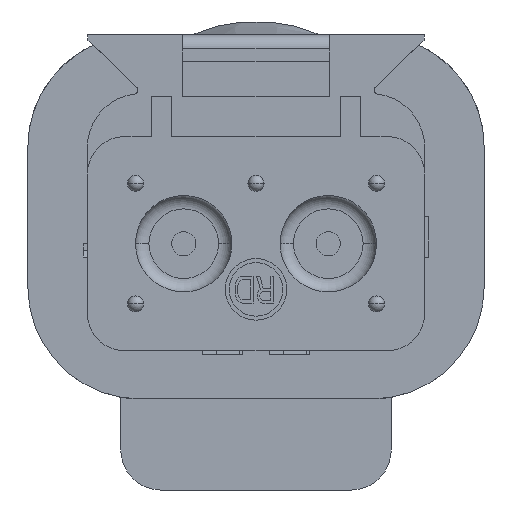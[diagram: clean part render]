
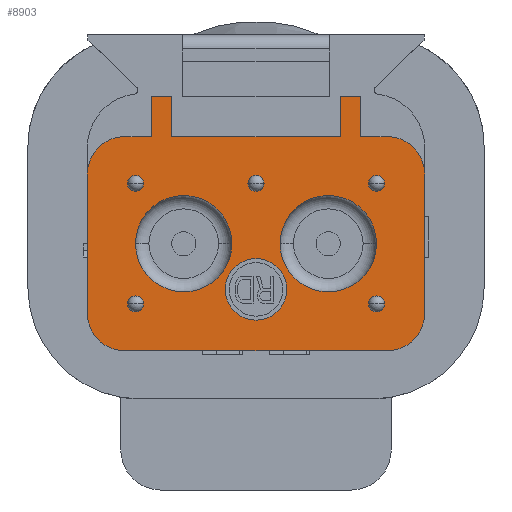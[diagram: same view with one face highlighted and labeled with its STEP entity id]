
A CAD part, front view. The second image highlights one B-rep face of the part: STEP entity #8903.
In plain terms, the highlighted planar face has unit normal (0, -1, 0).
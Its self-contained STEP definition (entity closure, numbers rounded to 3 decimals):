
#610=CARTESIAN_POINT('',(0.,-22.28,-2.707));
#611=DIRECTION('',(0.,-1.,0.));
#612=DIRECTION('',(-1.,0.,0.));
#613=AXIS2_PLACEMENT_3D('',#610,#611,#612);
#615=CARTESIAN_POINT('',(0.,-22.28,-2.707));
#616=DIRECTION('',(0.,-1.,0.));
#617=DIRECTION('',(1.,0.,0.));
#618=AXIS2_PLACEMENT_3D('',#615,#616,#617);
#620=CARTESIAN_POINT('',(-2.7,-22.28,-1.));
#621=DIRECTION('',(0.,1.,0.));
#622=DIRECTION('',(-1.,0.,0.));
#623=AXIS2_PLACEMENT_3D('',#620,#621,#622);
#625=CARTESIAN_POINT('',(-2.7,-22.28,-1.));
#626=DIRECTION('',(0.,1.,0.));
#627=DIRECTION('',(1.,0.,0.));
#628=AXIS2_PLACEMENT_3D('',#625,#626,#627);
#630=CARTESIAN_POINT('',(2.7,-22.28,-1.));
#631=DIRECTION('',(0.,1.,0.));
#632=DIRECTION('',(-1.,0.,0.));
#633=AXIS2_PLACEMENT_3D('',#630,#631,#632);
#635=CARTESIAN_POINT('',(2.7,-22.28,-1.));
#636=DIRECTION('',(0.,1.,0.));
#637=DIRECTION('',(1.,0.,0.));
#638=AXIS2_PLACEMENT_3D('',#635,#636,#637);
#640=CARTESIAN_POINT('',(-4.5,-22.28,-3.25));
#641=DIRECTION('',(0.,-1.,0.));
#642=DIRECTION('',(-1.,0.,0.));
#643=AXIS2_PLACEMENT_3D('',#640,#641,#642);
#645=CARTESIAN_POINT('',(-4.5,-22.28,-3.25));
#646=DIRECTION('',(0.,-1.,0.));
#647=DIRECTION('',(1.,0.,0.));
#648=AXIS2_PLACEMENT_3D('',#645,#646,#647);
#650=CARTESIAN_POINT('',(-4.5,-22.28,1.25));
#651=DIRECTION('',(0.,-1.,0.));
#652=DIRECTION('',(-1.,0.,0.));
#653=AXIS2_PLACEMENT_3D('',#650,#651,#652);
#655=CARTESIAN_POINT('',(-4.5,-22.28,1.25));
#656=DIRECTION('',(0.,-1.,0.));
#657=DIRECTION('',(1.,0.,0.));
#658=AXIS2_PLACEMENT_3D('',#655,#656,#657);
#660=CARTESIAN_POINT('',(0.,-22.28,1.25));
#661=DIRECTION('',(0.,-1.,0.));
#662=DIRECTION('',(-1.,0.,0.));
#663=AXIS2_PLACEMENT_3D('',#660,#661,#662);
#665=CARTESIAN_POINT('',(0.,-22.28,1.25));
#666=DIRECTION('',(0.,-1.,0.));
#667=DIRECTION('',(1.,0.,0.));
#668=AXIS2_PLACEMENT_3D('',#665,#666,#667);
#670=CARTESIAN_POINT('',(4.5,-22.28,-3.25));
#671=DIRECTION('',(0.,-1.,0.));
#672=DIRECTION('',(-1.,0.,0.));
#673=AXIS2_PLACEMENT_3D('',#670,#671,#672);
#675=CARTESIAN_POINT('',(4.5,-22.28,-3.25));
#676=DIRECTION('',(0.,-1.,0.));
#677=DIRECTION('',(1.,0.,0.));
#678=AXIS2_PLACEMENT_3D('',#675,#676,#677);
#680=CARTESIAN_POINT('',(4.5,-22.28,1.25));
#681=DIRECTION('',(0.,-1.,0.));
#682=DIRECTION('',(-1.,0.,0.));
#683=AXIS2_PLACEMENT_3D('',#680,#681,#682);
#685=CARTESIAN_POINT('',(4.5,-22.28,1.25));
#686=DIRECTION('',(0.,-1.,0.));
#687=DIRECTION('',(1.,0.,0.));
#688=AXIS2_PLACEMENT_3D('',#685,#686,#687);
#908=DIRECTION('',(-1.,0.,0.));
#909=VECTOR('',#908,1.);
#910=CARTESIAN_POINT('',(-3.9,-22.28,3.));
#911=LINE('',#910,#909);
#912=DIRECTION('',(0.,0.,-1.));
#913=VECTOR('',#912,1.5);
#914=CARTESIAN_POINT('',(-3.9,-22.28,4.5));
#915=LINE('',#914,#913);
#916=DIRECTION('',(-1.,0.,0.));
#917=VECTOR('',#916,0.75);
#918=CARTESIAN_POINT('',(-3.15,-22.28,4.5));
#919=LINE('',#918,#917);
#920=DIRECTION('',(0.,0.,1.));
#921=VECTOR('',#920,1.5);
#922=CARTESIAN_POINT('',(-3.15,-22.28,3.));
#923=LINE('',#922,#921);
#924=DIRECTION('',(-1.,0.,0.));
#925=VECTOR('',#924,6.3);
#926=CARTESIAN_POINT('',(3.15,-22.28,3.));
#927=LINE('',#926,#925);
#928=DIRECTION('',(0.,0.,-1.));
#929=VECTOR('',#928,1.5);
#930=CARTESIAN_POINT('',(3.15,-22.28,4.5));
#931=LINE('',#930,#929);
#932=DIRECTION('',(-1.,0.,0.));
#933=VECTOR('',#932,0.75);
#934=CARTESIAN_POINT('',(3.9,-22.28,4.5));
#935=LINE('',#934,#933);
#936=DIRECTION('',(0.,0.,1.));
#937=VECTOR('',#936,1.5);
#938=CARTESIAN_POINT('',(3.9,-22.28,3.));
#939=LINE('',#938,#937);
#940=DIRECTION('',(-1.,0.,0.));
#941=VECTOR('',#940,1.);
#942=CARTESIAN_POINT('',(4.9,-22.28,3.));
#943=LINE('',#942,#941);
#944=CARTESIAN_POINT('',(4.9,-22.28,1.6));
#945=DIRECTION('',(0.,-1.,0.));
#946=DIRECTION('',(1.,0.,0.));
#947=AXIS2_PLACEMENT_3D('',#944,#945,#946);
#949=DIRECTION('',(0.,0.,1.));
#950=VECTOR('',#949,5.2);
#951=CARTESIAN_POINT('',(6.3,-22.28,-3.6));
#952=LINE('',#951,#950);
#953=CARTESIAN_POINT('',(4.9,-22.28,-3.6));
#954=DIRECTION('',(0.,-1.,0.));
#955=DIRECTION('',(0.,0.,-1.));
#956=AXIS2_PLACEMENT_3D('',#953,#954,#955);
#958=DIRECTION('',(1.,0.,0.));
#959=VECTOR('',#958,9.8);
#960=CARTESIAN_POINT('',(-4.9,-22.28,-5.));
#961=LINE('',#960,#959);
#962=CARTESIAN_POINT('',(-4.9,-22.28,-3.6));
#963=DIRECTION('',(0.,-1.,0.));
#964=DIRECTION('',(-1.,0.,0.));
#965=AXIS2_PLACEMENT_3D('',#962,#963,#964);
#967=DIRECTION('',(0.,0.,-1.));
#968=VECTOR('',#967,5.2);
#969=CARTESIAN_POINT('',(-6.3,-22.28,1.6));
#970=LINE('',#969,#968);
#971=CARTESIAN_POINT('',(-4.9,-22.28,1.6));
#972=DIRECTION('',(0.,-1.,0.));
#973=DIRECTION('',(0.,0.,1.));
#974=AXIS2_PLACEMENT_3D('',#971,#972,#973);
#6042=CARTESIAN_POINT('',(6.3,-22.28,1.6));
#6043=CARTESIAN_POINT('',(4.9,-22.28,3.));
#6044=VERTEX_POINT('',#6042);
#6045=VERTEX_POINT('',#6043);
#6050=CARTESIAN_POINT('',(4.9,-22.28,-5.));
#6051=CARTESIAN_POINT('',(6.3,-22.28,-3.6));
#6052=VERTEX_POINT('',#6050);
#6053=VERTEX_POINT('',#6051);
#6054=CARTESIAN_POINT('',(-4.9,-22.28,3.));
#6056=VERTEX_POINT('',#6054);
#6058=CARTESIAN_POINT('',(-6.3,-22.28,1.6));
#6059=VERTEX_POINT('',#6058);
#6062=CARTESIAN_POINT('',(-6.3,-22.28,-3.6));
#6063=CARTESIAN_POINT('',(-4.9,-22.28,-5.));
#6064=VERTEX_POINT('',#6062);
#6065=VERTEX_POINT('',#6063);
#6082=CARTESIAN_POINT('',(3.9,-22.28,4.5));
#6083=CARTESIAN_POINT('',(3.15,-22.28,4.5));
#6084=VERTEX_POINT('',#6082);
#6085=VERTEX_POINT('',#6083);
#6086=CARTESIAN_POINT('',(-3.15,-22.28,4.5));
#6087=CARTESIAN_POINT('',(-3.9,-22.28,4.5));
#6088=VERTEX_POINT('',#6086);
#6089=VERTEX_POINT('',#6087);
#6106=CARTESIAN_POINT('',(3.15,-22.28,3.));
#6107=VERTEX_POINT('',#6106);
#6108=CARTESIAN_POINT('',(3.9,-22.28,3.));
#6109=VERTEX_POINT('',#6108);
#6110=CARTESIAN_POINT('',(-3.9,-22.28,3.));
#6111=VERTEX_POINT('',#6110);
#6112=CARTESIAN_POINT('',(-3.15,-22.28,3.));
#6113=VERTEX_POINT('',#6112);
#7585=CARTESIAN_POINT('',(4.2,-22.28,1.25));
#7586=CARTESIAN_POINT('',(4.8,-22.28,1.25));
#7587=VERTEX_POINT('',#7585);
#7588=VERTEX_POINT('',#7586);
#7589=CARTESIAN_POINT('',(4.2,-22.28,-3.25));
#7590=CARTESIAN_POINT('',(4.8,-22.28,-3.25));
#7591=VERTEX_POINT('',#7589);
#7592=VERTEX_POINT('',#7590);
#7593=CARTESIAN_POINT('',(-0.3,-22.28,1.25));
#7594=CARTESIAN_POINT('',(0.3,-22.28,1.25));
#7595=VERTEX_POINT('',#7593);
#7596=VERTEX_POINT('',#7594);
#7597=CARTESIAN_POINT('',(-4.8,-22.28,1.25));
#7598=CARTESIAN_POINT('',(-4.2,-22.28,1.25));
#7599=VERTEX_POINT('',#7597);
#7600=VERTEX_POINT('',#7598);
#7601=CARTESIAN_POINT('',(-4.8,-22.28,-3.25));
#7602=CARTESIAN_POINT('',(-4.2,-22.28,-3.25));
#7603=VERTEX_POINT('',#7601);
#7604=VERTEX_POINT('',#7602);
#7619=CARTESIAN_POINT('',(0.9,-22.28,-1.));
#7620=CARTESIAN_POINT('',(4.5,-22.28,-1.));
#7621=VERTEX_POINT('',#7619);
#7622=VERTEX_POINT('',#7620);
#7627=CARTESIAN_POINT('',(-4.5,-22.28,-1.));
#7628=CARTESIAN_POINT('',(-0.9,-22.28,-1.));
#7629=VERTEX_POINT('',#7627);
#7630=VERTEX_POINT('',#7628);
#7747=CARTESIAN_POINT('',(-1.15,-22.28,-2.707));
#7748=CARTESIAN_POINT('',(1.15,-22.28,-2.707));
#7749=VERTEX_POINT('',#7747);
#7750=VERTEX_POINT('',#7748);
#8822=CARTESIAN_POINT('',(0.,-22.28,0.));
#8823=DIRECTION('',(0.,-1.,0.));
#8824=DIRECTION('',(-1.,0.,0.));
#8825=AXIS2_PLACEMENT_3D('',#8822,#8823,#8824);
#8826=PLANE('',#8825);
#8827=ORIENTED_EDGE('',*,*,#8665,.F.);
#8829=ORIENTED_EDGE('',*,*,#8828,.F.);
#8831=ORIENTED_EDGE('',*,*,#8830,.F.);
#8833=ORIENTED_EDGE('',*,*,#8832,.F.);
#8834=ORIENTED_EDGE('',*,*,#8636,.F.);
#8835=ORIENTED_EDGE('',*,*,#8680,.F.);
#8836=ORIENTED_EDGE('',*,*,#8608,.F.);
#8837=ORIENTED_EDGE('',*,*,#8623,.F.);
#8838=ORIENTED_EDGE('',*,*,#8653,.F.);
#8840=ORIENTED_EDGE('',*,*,#8839,.F.);
#8842=ORIENTED_EDGE('',*,*,#8841,.F.);
#8844=ORIENTED_EDGE('',*,*,#8843,.F.);
#8846=ORIENTED_EDGE('',*,*,#8845,.F.);
#8848=ORIENTED_EDGE('',*,*,#8847,.F.);
#8850=ORIENTED_EDGE('',*,*,#8849,.F.);
#8852=ORIENTED_EDGE('',*,*,#8851,.F.);
#8853=EDGE_LOOP('',(#8827,#8829,#8831,#8833,#8834,#8835,#8836,#8837,#8838,#8840,
#8842,#8844,#8846,#8848,#8850,#8852));
#8854=FACE_OUTER_BOUND('',#8853,.F.);
#8856=ORIENTED_EDGE('',*,*,#8855,.T.);
#8858=ORIENTED_EDGE('',*,*,#8857,.T.);
#8859=EDGE_LOOP('',(#8856,#8858));
#8860=FACE_BOUND('',#8859,.F.);
#8862=ORIENTED_EDGE('',*,*,#8861,.F.);
#8864=ORIENTED_EDGE('',*,*,#8863,.F.);
#8865=EDGE_LOOP('',(#8862,#8864));
#8866=FACE_BOUND('',#8865,.F.);
#8868=ORIENTED_EDGE('',*,*,#8867,.F.);
#8870=ORIENTED_EDGE('',*,*,#8869,.F.);
#8871=EDGE_LOOP('',(#8868,#8870));
#8872=FACE_BOUND('',#8871,.F.);
#8874=ORIENTED_EDGE('',*,*,#8873,.T.);
#8876=ORIENTED_EDGE('',*,*,#8875,.T.);
#8877=EDGE_LOOP('',(#8874,#8876));
#8878=FACE_BOUND('',#8877,.F.);
#8880=ORIENTED_EDGE('',*,*,#8879,.T.);
#8882=ORIENTED_EDGE('',*,*,#8881,.T.);
#8883=EDGE_LOOP('',(#8880,#8882));
#8884=FACE_BOUND('',#8883,.F.);
#8886=ORIENTED_EDGE('',*,*,#8885,.T.);
#8888=ORIENTED_EDGE('',*,*,#8887,.T.);
#8889=EDGE_LOOP('',(#8886,#8888));
#8890=FACE_BOUND('',#8889,.F.);
#8892=ORIENTED_EDGE('',*,*,#8891,.T.);
#8894=ORIENTED_EDGE('',*,*,#8893,.T.);
#8895=EDGE_LOOP('',(#8892,#8894));
#8896=FACE_BOUND('',#8895,.F.);
#8898=ORIENTED_EDGE('',*,*,#8897,.T.);
#8900=ORIENTED_EDGE('',*,*,#8899,.T.);
#8901=EDGE_LOOP('',(#8898,#8900));
#8902=FACE_BOUND('',#8901,.F.);
#8903=ADVANCED_FACE('',(#8854,#8860,#8866,#8872,#8878,#8884,#8890,#8896,#8902),
#8826,.T.);
#614=CIRCLE('',#613,1.15);
#619=CIRCLE('',#618,1.15);
#624=CIRCLE('',#623,1.8);
#629=CIRCLE('',#628,1.8);
#634=CIRCLE('',#633,1.8);
#639=CIRCLE('',#638,1.8);
#644=CIRCLE('',#643,0.3);
#649=CIRCLE('',#648,0.3);
#654=CIRCLE('',#653,0.3);
#659=CIRCLE('',#658,0.3);
#664=CIRCLE('',#663,0.3);
#669=CIRCLE('',#668,0.3);
#674=CIRCLE('',#673,0.3);
#679=CIRCLE('',#678,0.3);
#684=CIRCLE('',#683,0.3);
#689=CIRCLE('',#688,0.3);
#948=CIRCLE('',#947,1.4);
#957=CIRCLE('',#956,1.4);
#966=CIRCLE('',#965,1.4);
#975=CIRCLE('',#974,1.4);
#8608=EDGE_CURVE('',#6084,#6085,#935,.T.);
#8623=EDGE_CURVE('',#6109,#6084,#939,.T.);
#8636=EDGE_CURVE('',#6107,#6113,#927,.T.);
#8653=EDGE_CURVE('',#6045,#6109,#943,.T.);
#8665=EDGE_CURVE('',#6111,#6056,#911,.T.);
#8680=EDGE_CURVE('',#6085,#6107,#931,.T.);
#8828=EDGE_CURVE('',#6089,#6111,#915,.T.);
#8830=EDGE_CURVE('',#6088,#6089,#919,.T.);
#8832=EDGE_CURVE('',#6113,#6088,#923,.T.);
#8839=EDGE_CURVE('',#6044,#6045,#948,.T.);
#8841=EDGE_CURVE('',#6053,#6044,#952,.T.);
#8843=EDGE_CURVE('',#6052,#6053,#957,.T.);
#8845=EDGE_CURVE('',#6065,#6052,#961,.T.);
#8847=EDGE_CURVE('',#6064,#6065,#966,.T.);
#8849=EDGE_CURVE('',#6059,#6064,#970,.T.);
#8851=EDGE_CURVE('',#6056,#6059,#975,.T.);
#8855=EDGE_CURVE('',#7749,#7750,#614,.T.);
#8857=EDGE_CURVE('',#7750,#7749,#619,.T.);
#8861=EDGE_CURVE('',#7629,#7630,#624,.T.);
#8863=EDGE_CURVE('',#7630,#7629,#629,.T.);
#8867=EDGE_CURVE('',#7621,#7622,#634,.T.);
#8869=EDGE_CURVE('',#7622,#7621,#639,.T.);
#8873=EDGE_CURVE('',#7603,#7604,#644,.T.);
#8875=EDGE_CURVE('',#7604,#7603,#649,.T.);
#8879=EDGE_CURVE('',#7599,#7600,#654,.T.);
#8881=EDGE_CURVE('',#7600,#7599,#659,.T.);
#8885=EDGE_CURVE('',#7595,#7596,#664,.T.);
#8887=EDGE_CURVE('',#7596,#7595,#669,.T.);
#8891=EDGE_CURVE('',#7591,#7592,#674,.T.);
#8893=EDGE_CURVE('',#7592,#7591,#679,.T.);
#8897=EDGE_CURVE('',#7587,#7588,#684,.T.);
#8899=EDGE_CURVE('',#7588,#7587,#689,.T.);
